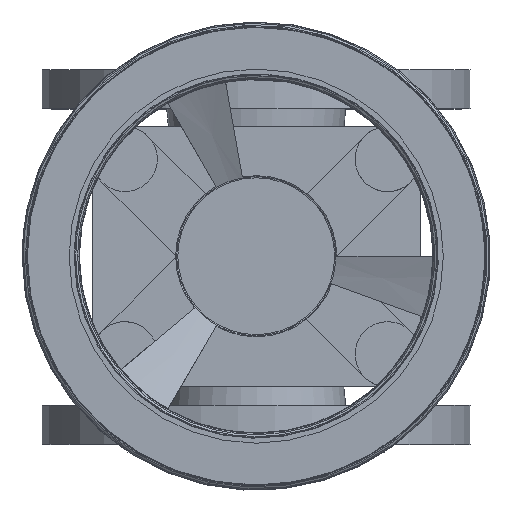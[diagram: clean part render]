
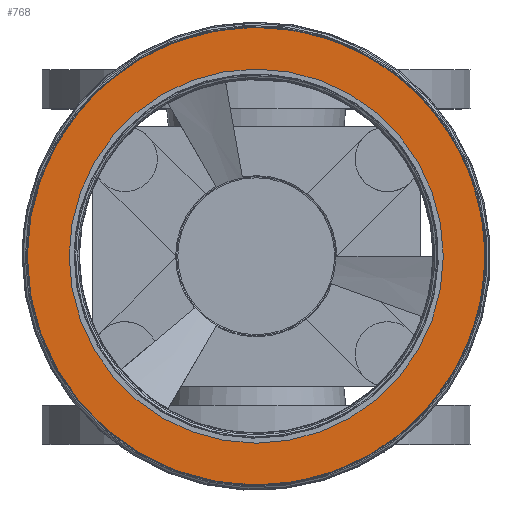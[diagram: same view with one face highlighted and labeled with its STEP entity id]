
A CAD part, top view. The second image highlights one B-rep face of the part: STEP entity #768.
In plain terms, the highlighted planar face has unit normal (0, 0, 1).
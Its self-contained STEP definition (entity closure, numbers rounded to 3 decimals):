
#768=ADVANCED_FACE('',(#28669,#28671),#28673,.T.);
#28669=FACE_BOUND('',#28670,.T.);
#28670=EDGE_LOOP('',(#50370));
#28671=FACE_BOUND('',#28672,.T.);
#28672=EDGE_LOOP('',(#50371));
#28673=PLANE('',#28674);
#28674=AXIS2_PLACEMENT_3D('',#28675,#28676,#28677);
#28675=CARTESIAN_POINT('',(31810.793,-15525.337,245.577));
#28676=DIRECTION('',(0.,0.,1.));
#28677=DIRECTION('',(0.,-1.,0.));
#50370=ORIENTED_EDGE('',*,*,#68239,.T.);
#50371=ORIENTED_EDGE('',*,*,#68240,.F.);
#68239=EDGE_CURVE('',#77352,#77352,#77353,.T.);
#68240=EDGE_CURVE('',#77354,#77354,#77355,.T.);
#77352=VERTEX_POINT('',#97299);
#77353=CIRCLE('',#97300,88.002);
#77354=VERTEX_POINT('',#97304);
#77355=CIRCLE('',#97305,71.904);
#97299=CARTESIAN_POINT('',(31646.98,-15525.337,245.577));
#97300=AXIS2_PLACEMENT_3D('',#97301,#97302,#97303);
#97301=CARTESIAN_POINT('',(31734.982,-15525.337,245.577));
#97302=DIRECTION('',(0.,0.,1.));
#97303=DIRECTION('',(1.,0.,0.));
#97304=CARTESIAN_POINT('',(31663.078,-15525.337,245.577));
#97305=AXIS2_PLACEMENT_3D('',#97306,#97307,#97308);
#97306=CARTESIAN_POINT('',(31734.982,-15525.337,245.577));
#97307=DIRECTION('',(0.,0.,1.));
#97308=DIRECTION('',(1.,0.,0.));
